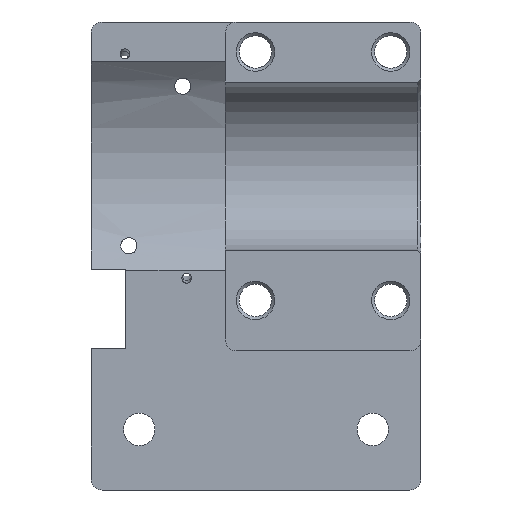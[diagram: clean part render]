
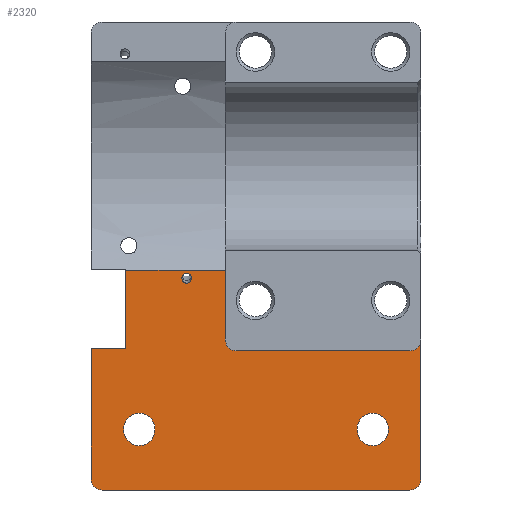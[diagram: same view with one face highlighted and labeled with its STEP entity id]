
A CAD part, front view. The second image highlights one B-rep face of the part: STEP entity #2320.
In plain terms, the highlighted planar face has unit normal (0, -1, 0).
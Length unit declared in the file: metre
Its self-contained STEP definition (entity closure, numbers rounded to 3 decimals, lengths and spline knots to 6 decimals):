
#12=ELLIPSE('',#2494,0.000817,0.0008);
#45=CIRCLE('',#2421,0.0018);
#48=CIRCLE('',#2425,0.0018);
#55=CIRCLE('',#2436,0.0018);
#58=CIRCLE('',#2440,0.0018);
#59=CIRCLE('',#2444,0.0026);
#61=CIRCLE('',#2449,0.0026);
#87=CIRCLE('',#2495,0.0026);
#88=CIRCLE('',#2496,0.0026);
#610=ORIENTED_EDGE('',*,*,#1071,.F.);
#611=ORIENTED_EDGE('',*,*,#990,.T.);
#612=ORIENTED_EDGE('',*,*,#1065,.F.);
#613=ORIENTED_EDGE('',*,*,#970,.T.);
#614=ORIENTED_EDGE('',*,*,#1046,.T.);
#615=ORIENTED_EDGE('',*,*,#964,.T.);
#616=ORIENTED_EDGE('',*,*,#1062,.F.);
#617=ORIENTED_EDGE('',*,*,#1067,.T.);
#618=ORIENTED_EDGE('',*,*,#1037,.F.);
#619=ORIENTED_EDGE('',*,*,#1038,.F.);
#620=ORIENTED_EDGE('',*,*,#1021,.T.);
#621=ORIENTED_EDGE('',*,*,#984,.T.);
#622=ORIENTED_EDGE('',*,*,#1072,.F.);
#623=ORIENTED_EDGE('',*,*,#1010,.F.);
#624=ORIENTED_EDGE('',*,*,#1002,.F.);
#625=ORIENTED_EDGE('',*,*,#1073,.F.);
#626=ORIENTED_EDGE('',*,*,#1006,.F.);
#627=ORIENTED_EDGE('',*,*,#1000,.F.);
#628=ORIENTED_EDGE('',*,*,#992,.F.);
#629=ORIENTED_EDGE('',*,*,#1074,.F.);
#630=ORIENTED_EDGE('',*,*,#996,.F.);
#964=EDGE_CURVE('',#1221,#1222,#45,.T.);
#970=EDGE_CURVE('',#1228,#1227,#48,.T.);
#984=EDGE_CURVE('',#1241,#1242,#55,.T.);
#990=EDGE_CURVE('',#1248,#1247,#58,.T.);
#992=EDGE_CURVE('',#1249,#1250,#1483,.T.);
#996=EDGE_CURVE('',#1253,#1254,#1487,.T.);
#1000=EDGE_CURVE('',#1250,#1253,#59,.T.);
#1002=EDGE_CURVE('',#1257,#1258,#1491,.T.);
#1006=EDGE_CURVE('',#1261,#1262,#1495,.T.);
#1010=EDGE_CURVE('',#1258,#1261,#61,.T.);
#1021=EDGE_CURVE('',#1274,#1241,#1504,.T.);
#1037=EDGE_CURVE('',#1286,#1284,#1514,.T.);
#1038=EDGE_CURVE('',#1274,#1286,#1515,.T.);
#1046=EDGE_CURVE('',#1227,#1221,#1521,.T.);
#1062=EDGE_CURVE('',#1300,#1222,#1527,.T.);
#1065=EDGE_CURVE('',#1228,#1247,#1528,.T.);
#1067=EDGE_CURVE('',#1300,#1284,#1530,.T.);
#1071=EDGE_CURVE('',#1248,#1242,#1532,.T.);
#1072=EDGE_CURVE('',#1305,#1305,#12,.T.);
#1073=EDGE_CURVE('',#1262,#1257,#87,.T.);
#1074=EDGE_CURVE('',#1254,#1249,#88,.T.);
#1221=VERTEX_POINT('',#4318);
#1222=VERTEX_POINT('',#4319);
#1227=VERTEX_POINT('',#4330);
#1228=VERTEX_POINT('',#4332);
#1241=VERTEX_POINT('',#4363);
#1242=VERTEX_POINT('',#4364);
#1247=VERTEX_POINT('',#4375);
#1248=VERTEX_POINT('',#4377);
#1249=VERTEX_POINT('',#4381);
#1250=VERTEX_POINT('',#4382);
#1253=VERTEX_POINT('',#4390);
#1254=VERTEX_POINT('',#4391);
#1257=VERTEX_POINT('',#4402);
#1258=VERTEX_POINT('',#4403);
#1261=VERTEX_POINT('',#4411);
#1262=VERTEX_POINT('',#4412);
#1274=VERTEX_POINT('',#4443);
#1284=VERTEX_POINT('',#4471);
#1286=VERTEX_POINT('',#4475);
#1300=VERTEX_POINT('',#4522);
#1305=VERTEX_POINT('',#4566);
#1483=LINE('',#4380,#1696);
#1487=LINE('',#4389,#1700);
#1491=LINE('',#4401,#1704);
#1495=LINE('',#4410,#1708);
#1504=LINE('',#4442,#1717);
#1514=LINE('',#4476,#1727);
#1515=LINE('',#4478,#1728);
#1521=LINE('',#4491,#1734);
#1527=LINE('',#4523,#1740);
#1528=LINE('',#4529,#1741);
#1530=LINE('',#4532,#1743);
#1532=LINE('',#4564,#1745);
#1696=VECTOR('',#2854,1.);
#1700=VECTOR('',#2860,1.);
#1704=VECTOR('',#2872,1.);
#1708=VECTOR('',#2878,1.);
#1717=VECTOR('',#2907,1.);
#1727=VECTOR('',#2939,1.);
#1728=VECTOR('',#2942,1.);
#1734=VECTOR('',#2956,1.);
#1740=VECTOR('',#2992,1.);
#1741=VECTOR('',#2999,1.);
#1743=VECTOR('',#3003,1.);
#1745=VECTOR('',#3007,1.);
#1867=EDGE_LOOP('',(#610,#611,#612,#613,#614,#615,#616,#617,#618,#619,#620,
#621));
#1868=EDGE_LOOP('',(#622));
#1869=EDGE_LOOP('',(#623,#624,#625,#626));
#1870=EDGE_LOOP('',(#627,#628,#629,#630));
#2064=FACE_BOUND('',#1867,.T.);
#2065=FACE_BOUND('',#1868,.T.);
#2066=FACE_BOUND('',#1869,.T.);
#2067=FACE_BOUND('',#1870,.T.);
#2218=PLANE('',#2493);
#2320=ADVANCED_FACE('',(#2064,#2065,#2066,#2067),#2218,.T.);
#2421=AXIS2_PLACEMENT_3D('',#4317,#2798,#2799);
#2425=AXIS2_PLACEMENT_3D('',#4331,#2809,#2810);
#2436=AXIS2_PLACEMENT_3D('',#4362,#2838,#2839);
#2440=AXIS2_PLACEMENT_3D('',#4376,#2849,#2850);
#2444=AXIS2_PLACEMENT_3D('',#4398,#2866,#2867);
#2449=AXIS2_PLACEMENT_3D('',#4419,#2884,#2885);
#2493=AXIS2_PLACEMENT_3D('',#4563,#3005,#3006);
#2494=AXIS2_PLACEMENT_3D('',#4565,#3008,#3009);
#2495=AXIS2_PLACEMENT_3D('',#4567,#3010,#3011);
#2496=AXIS2_PLACEMENT_3D('',#4568,#3012,#3013);
#2798=DIRECTION('',(0.,1.,0.));
#2799=DIRECTION('',(0.,0.,-1.));
#2809=DIRECTION('',(0.,1.,0.));
#2810=DIRECTION('',(0.,0.,-1.));
#2838=DIRECTION('',(0.,-1.,0.));
#2839=DIRECTION('',(0.,0.,-1.));
#2849=DIRECTION('',(0.,-1.,0.));
#2850=DIRECTION('',(0.,0.,-1.));
#2854=DIRECTION('',(0.,0.,-1.));
#2860=DIRECTION('',(0.,0.,1.));
#2866=DIRECTION('',(0.,-1.,0.));
#2867=DIRECTION('',(0.,0.,-1.));
#2872=DIRECTION('',(0.,0.,-1.));
#2878=DIRECTION('',(0.,0.,1.));
#2884=DIRECTION('',(0.,-1.,0.));
#2885=DIRECTION('',(0.,0.,-1.));
#2907=DIRECTION('',(0.,0.,-1.));
#2939=DIRECTION('',(0.,0.,1.));
#2942=DIRECTION('',(1.,0.,0.));
#2956=DIRECTION('',(-1.,0.,0.));
#2992=DIRECTION('',(0.,0.,-1.));
#2999=DIRECTION('',(0.,0.,-1.));
#3003=DIRECTION('',(-1.,0.,0.));
#3005=DIRECTION('',(0.,-1.,0.));
#3006=DIRECTION('',(0.,0.,-1.));
#3007=DIRECTION('',(-1.,0.,0.));
#3008=DIRECTION('',(0.,-1.,0.));
#3009=DIRECTION('',(0.,0.,1.));
#3010=DIRECTION('',(0.,-1.,0.));
#3011=DIRECTION('',(0.,0.,-1.));
#3012=DIRECTION('',(0.,-1.,0.));
#3013=DIRECTION('',(0.,0.,-1.));
#4317=CARTESIAN_POINT('',(0.0314,0.,-0.053));
#4318=CARTESIAN_POINT('',(0.0314,0.,-0.0548));
#4319=CARTESIAN_POINT('',(0.0296,0.,-0.053));
#4330=CARTESIAN_POINT('',(0.06035,0.,-0.0548));
#4331=CARTESIAN_POINT('',(0.06035,0.,-0.053));
#4332=CARTESIAN_POINT('',(0.06215,0.,-0.053));
#4362=CARTESIAN_POINT('',(0.00905,0.,-0.0762));
#4363=CARTESIAN_POINT('',(0.00725,0.,-0.0762));
#4364=CARTESIAN_POINT('',(0.00905,0.,-0.078));
#4375=CARTESIAN_POINT('',(0.06215,0.,-0.0762));
#4376=CARTESIAN_POINT('',(0.06035,0.,-0.0762));
#4377=CARTESIAN_POINT('',(0.06035,0.,-0.078));
#4380=CARTESIAN_POINT('',(0.01265,0.,0.));
#4381=CARTESIAN_POINT('',(0.01265,0.,-0.0678));
#4382=CARTESIAN_POINT('',(0.01265,0.,-0.068));
#4389=CARTESIAN_POINT('',(0.01785,0.,0.));
#4390=CARTESIAN_POINT('',(0.01785,0.,-0.068));
#4391=CARTESIAN_POINT('',(0.01785,0.,-0.0678));
#4398=CARTESIAN_POINT('',(0.01525,0.,-0.068));
#4401=CARTESIAN_POINT('',(0.05155,0.,0.));
#4402=CARTESIAN_POINT('',(0.05155,0.,-0.0678));
#4403=CARTESIAN_POINT('',(0.05155,0.,-0.068));
#4410=CARTESIAN_POINT('',(0.05675,0.,0.));
#4411=CARTESIAN_POINT('',(0.05675,0.,-0.068));
#4412=CARTESIAN_POINT('',(0.05675,0.,-0.0678));
#4419=CARTESIAN_POINT('',(0.05415,0.,-0.068));
#4442=CARTESIAN_POINT('',(0.00725,0.,-0.078));
#4443=CARTESIAN_POINT('',(0.00725,0.,-0.0544));
#4471=CARTESIAN_POINT('',(0.013,0.,-0.041349));
#4475=CARTESIAN_POINT('',(0.013,0.,-0.0544));
#4476=CARTESIAN_POINT('',(0.013,0.,0.));
#4478=CARTESIAN_POINT('',(0.,0.,-0.0544));
#4491=CARTESIAN_POINT('',(0.11983,0.,-0.0548));
#4522=CARTESIAN_POINT('',(0.0296,0.,-0.041349));
#4523=CARTESIAN_POINT('',(0.0296,0.,0.));
#4529=CARTESIAN_POINT('',(0.06215,0.,0.));
#4532=CARTESIAN_POINT('',(0.008,0.,-0.041349));
#4563=CARTESIAN_POINT('',(0.,0.,0.));
#4564=CARTESIAN_POINT('',(0.,0.,-0.078));
#4565=CARTESIAN_POINT('',(0.02315,0.,-0.042699));
#4566=CARTESIAN_POINT('',(0.02315,0.,-0.041881));
#4567=CARTESIAN_POINT('',(0.05415,0.,-0.0678));
#4568=CARTESIAN_POINT('',(0.01525,0.,-0.0678));
